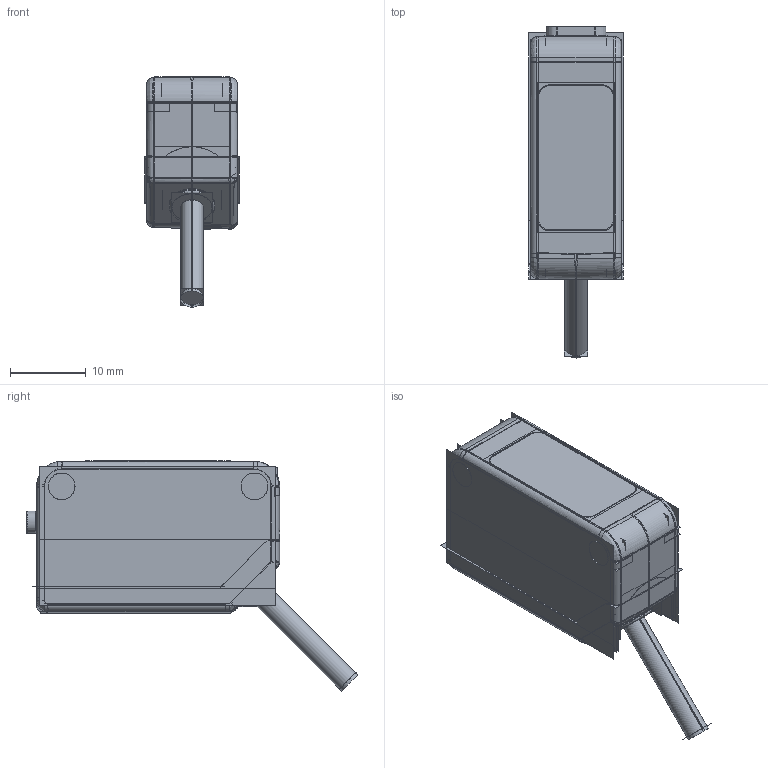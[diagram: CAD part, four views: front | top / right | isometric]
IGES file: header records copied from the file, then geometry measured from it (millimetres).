
Start section:  PTC IGES file: 202893.igs
Global section: file name: 202893.igs; native system: Creo Parametric by PTC Inc.; preprocessor: 2016260; author: pdmadmin; organization: Unknown; date: 20170920.094806; units: millimetre
Bounding box: 12.48 x 43.69 x 30.31 mm (x, y, z)
Volume: 4416.4 mm3; surface area: 51233.4 mm2
Topology: 10 solids, 13 shells, 2048 faces, 10083 edges, 12524 vertices
Faces by surface type: bspline 1168, revolution 880
